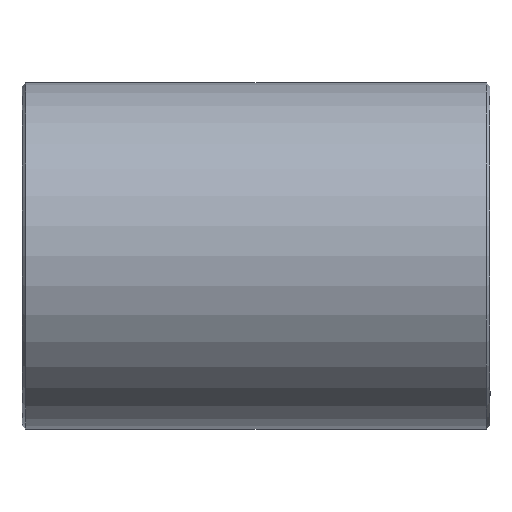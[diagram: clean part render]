
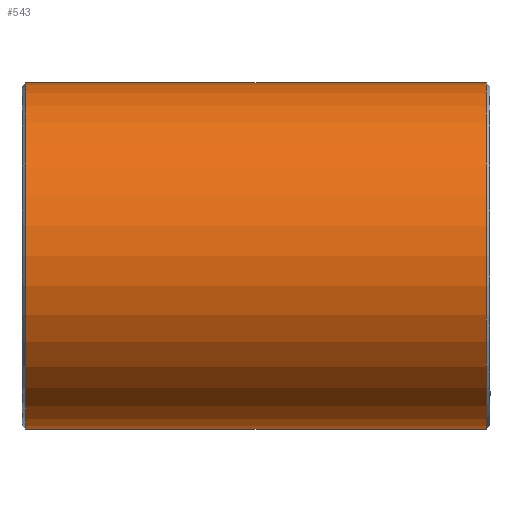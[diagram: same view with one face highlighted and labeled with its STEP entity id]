
A CAD part, top view. The second image highlights one B-rep face of the part: STEP entity #543.
In plain terms, the highlighted cylindrical face has radius 9.25 mm (diameter 18.5 mm), a partial arc.
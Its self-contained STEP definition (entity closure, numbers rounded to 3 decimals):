
#52 = CIRCLE ( 'NONE', #5482, 9.25 ) ;
#231 = VERTEX_POINT ( 'NONE', #973 ) ;
#288 = CARTESIAN_POINT ( 'NONE',  ( 12.3, 0., 0. ) ) ;
#307 = EDGE_CURVE ( 'NONE', #231, #5058, #52, .T. ) ;
#539 = AXIS2_PLACEMENT_3D ( 'NONE', #5587, #1210, #4076 ) ;
#543 = ADVANCED_FACE ( 'NONE', ( #3388 ), #5137, .T. ) ;
#727 = EDGE_CURVE ( 'NONE', #231, #2158, #1478, .T. ) ;
#779 = CARTESIAN_POINT ( 'NONE',  ( -12.3, 9.25, 0. ) ) ;
#793 = ORIENTED_EDGE ( 'NONE', *, *, #2003, .F. ) ;
#973 = CARTESIAN_POINT ( 'NONE',  ( 12.3, -9.25, 0. ) ) ;
#1091 = DIRECTION ( 'NONE',  ( 0., -1., 0. ) ) ;
#1210 = DIRECTION ( 'NONE',  ( -1., 0., 0. ) ) ;
#1315 = EDGE_CURVE ( 'NONE', #5058, #4870, #5356, .T. ) ;
#1478 = LINE ( 'NONE', #3295, #3463 ) ;
#1804 = CIRCLE ( 'NONE', #5195, 9.25 ) ;
#1934 = ORIENTED_EDGE ( 'NONE', *, *, #307, .T. ) ;
#2003 = EDGE_CURVE ( 'NONE', #2158, #4870, #1804, .T. ) ;
#2158 = VERTEX_POINT ( 'NONE', #4474 ) ;
#2190 = ORIENTED_EDGE ( 'NONE', *, *, #727, .F. ) ;
#3001 = DIRECTION ( 'NONE',  ( 0., -1., 0. ) ) ;
#3284 = VECTOR ( 'NONE', #3986, 1000. ) ;
#3295 = CARTESIAN_POINT ( 'NONE',  ( -9., -9.25, 0. ) ) ;
#3388 = FACE_OUTER_BOUND ( 'NONE', #3680, .T. ) ;
#3406 = CARTESIAN_POINT ( 'NONE',  ( -12.3, 0., 0. ) ) ;
#3463 = VECTOR ( 'NONE', #4156, 1000. ) ;
#3680 = EDGE_LOOP ( 'NONE', ( #1934, #5264, #793, #2190 ) ) ;
#3986 = DIRECTION ( 'NONE',  ( -1., 0., 0. ) ) ;
#4076 = DIRECTION ( 'NONE',  ( 0., -1., 0. ) ) ;
#4156 = DIRECTION ( 'NONE',  ( -1., 0., 0. ) ) ;
#4474 = CARTESIAN_POINT ( 'NONE',  ( -12.3, -9.25, 0. ) ) ;
#4870 = VERTEX_POINT ( 'NONE', #779 ) ;
#5058 = VERTEX_POINT ( 'NONE', #5211 ) ;
#5137 = CYLINDRICAL_SURFACE ( 'NONE', #539, 9.25 ) ;
#5179 = DIRECTION ( 'NONE',  ( -1., 0., 0. ) ) ;
#5195 = AXIS2_PLACEMENT_3D ( 'NONE', #3406, #5179, #3001 ) ;
#5211 = CARTESIAN_POINT ( 'NONE',  ( 12.3, 9.25, 0. ) ) ;
#5242 = CARTESIAN_POINT ( 'NONE',  ( -9., 9.25, 0. ) ) ;
#5264 = ORIENTED_EDGE ( 'NONE', *, *, #1315, .T. ) ;
#5356 = LINE ( 'NONE', #5242, #3284 ) ;
#5482 = AXIS2_PLACEMENT_3D ( 'NONE', #288, #5545, #1091 ) ;
#5545 = DIRECTION ( 'NONE',  ( -1., 0., 0. ) ) ;
#5587 = CARTESIAN_POINT ( 'NONE',  ( -9., 0., 0. ) ) ;
